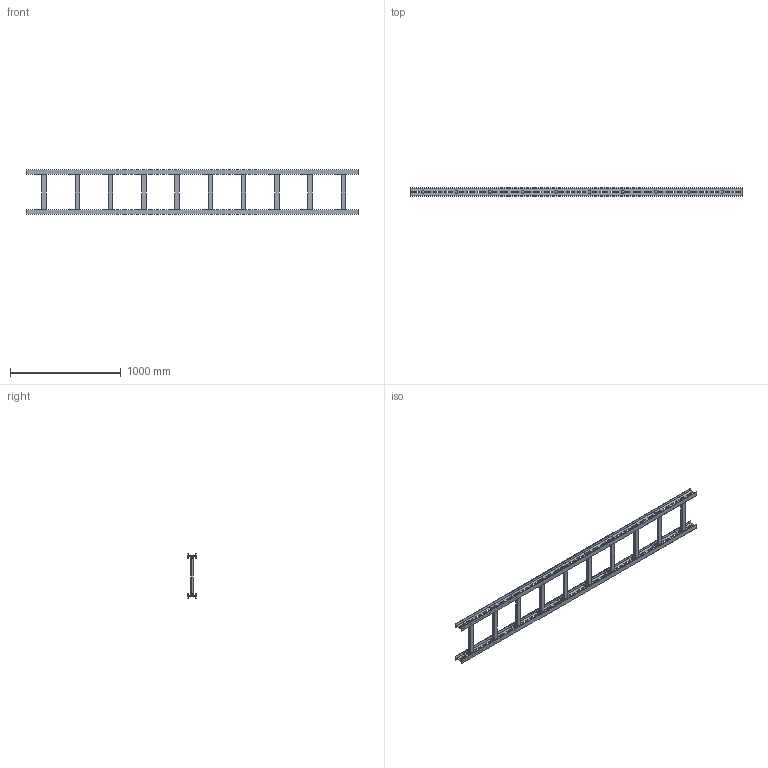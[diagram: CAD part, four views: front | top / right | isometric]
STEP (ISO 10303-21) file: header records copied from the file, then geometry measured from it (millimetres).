
FILE_DESCRIPTION (( 'STEP AP214' ), '1' );
FILE_NAME ('6010105.STP', '2022-07-19T14:51:31', ( '' ), ( '' ), 'SwSTEP 2.0', 'SolidWorks 2020', '' );
FILE_SCHEMA (( 'AUTOMOTIVE_DESIGN' ));
Length unit declared in the file: millimetre
Products named in the file (17): KTS 12.002-005_Profilsprosse L=349; KTS 12.012-004_Standard; KTS 14.003-026_M10x25-; 6010105; 011645_Hexagon Nut ISO 4032 - M10 - D - C; KTS 16.002-011_CPS 4 L=0349; 009182_Scheibe DIN 125 - A 10.5; KTS 01.001-035-2000_L2996
Assembly tree (102 placements, depth 3):
  6010105
    KTS 01.001-035-2000_L2996  x2
    KTS 12.002-005_Profilsprosse L=349
      KTS 12.012-004_Standard  x2
      KTS 16.002-011_CPS 4 L=0349
    KTS 12.002-005_Profilsprosse L=349
      KTS 12.012-004_Standard  x2
      KTS 16.002-011_CPS 4 L=0349
    KTS 12.002-005_Profilsprosse L=349
      KTS 12.012-004_Standard  x2
      KTS 16.002-011_CPS 4 L=0349
    KTS 12.002-005_Profilsprosse L=349
      KTS 12.012-004_Standard  x2
      KTS 16.002-011_CPS 4 L=0349
    KTS 12.002-005_Profilsprosse L=349
      KTS 12.012-004_Standard  x2
      KTS 16.002-011_CPS 4 L=0349
    KTS 12.002-005_Profilsprosse L=349
      KTS 12.012-004_Standard  x2
      KTS 16.002-011_CPS 4 L=0349
    KTS 12.002-005_Profilsprosse L=349
      KTS 12.012-004_Standard  x2
      KTS 16.002-011_CPS 4 L=0349
    KTS 12.002-005_Profilsprosse L=349
      KTS 12.012-004_Standard  x2
      KTS 16.002-011_CPS 4 L=0349
    KTS 12.002-005_Profilsprosse L=349
      KTS 12.012-004_Standard  x2
      KTS 16.002-011_CPS 4 L=0349
    KTS 12.002-005_Profilsprosse L=349
      KTS 12.012-004_Standard  x2
      KTS 16.002-011_CPS 4 L=0349
    KTS 14.003-026_M10x25-  x20
    011645_Hexagon Nut ISO 4032 - M10 - D - C  x20
    009182_Scheibe DIN 125 - A 10.5  x20
Bounding box: 2996 x 80 x 400 mm (x, y, z)
Volume: 5568464.6 mm3; surface area: 2998422.9 mm2
Topology: 92 solids, 92 shells, 1768 faces, 4592 edges, 3028 vertices
Faces by surface type: plane 1488, cylinder 260, sphere 20
Full cylindrical faces by diameter (mm): 8.5 x20, 10 x20, 10.5 x20, 20 x20, 24 x20
Entity records: 8430 total; most frequent: CARTESIAN_POINT 1379, DIRECTION 1330, ORIENTED_EDGE 1246, EDGE_CURVE 623, LINE 594, VECTOR 594, VERTEX_POINT 417, AXIS2_PLACEMENT_3D 368
